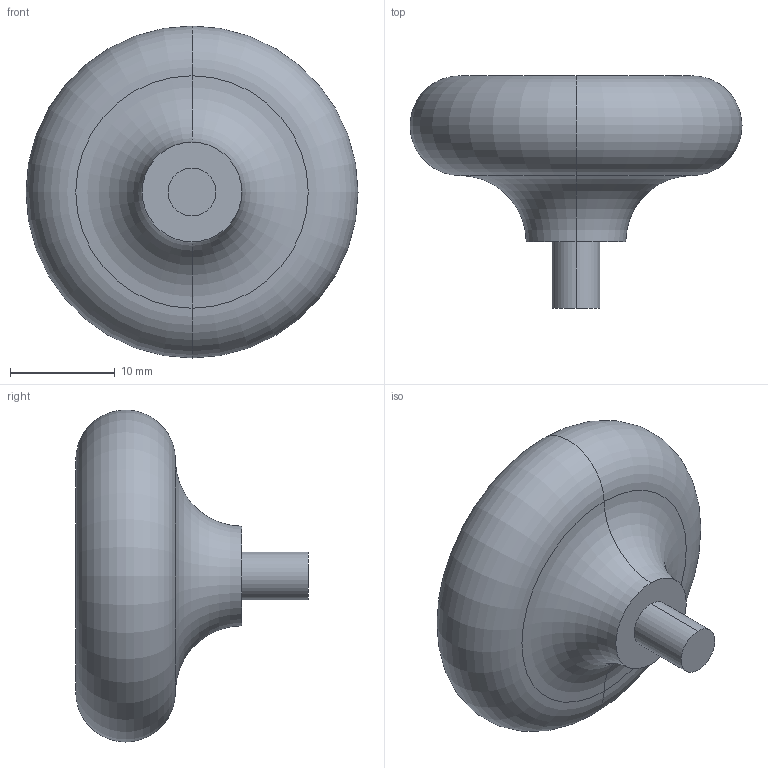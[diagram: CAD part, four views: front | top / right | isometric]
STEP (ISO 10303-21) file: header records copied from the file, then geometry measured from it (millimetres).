
FILE_DESCRIPTION (( 'STEP AP214' ), '1' );
FILE_NAME ('knob.STEP', '2022-03-11T15:56:26', ( '' ), ( '' ), 'SwSTEP 2.0', 'SolidWorks 2020', '' );
FILE_SCHEMA (( 'AUTOMOTIVE_DESIGN' ));
Length unit declared in the file: inch
Products named in the file (1): knob
Bounding box: 31.75 x 22.23 x 31.75 mm (x, y, z)
Volume: 7528.1 mm3; surface area: 2323.2 mm2
Topology: 1 solids, 1 shells, 9 faces, 16 edges, 10 vertices
Faces by surface type: torus 4, plane 3, cylinder 2
Entity records: 268 total; most frequent: DIRECTION 50, CARTESIAN_POINT 36, ORIENTED_EDGE 32, AXIS2_PLACEMENT_3D 24, EDGE_CURVE 16, CIRCLE 14, VERTEX_POINT 10, EDGE_LOOP 10
